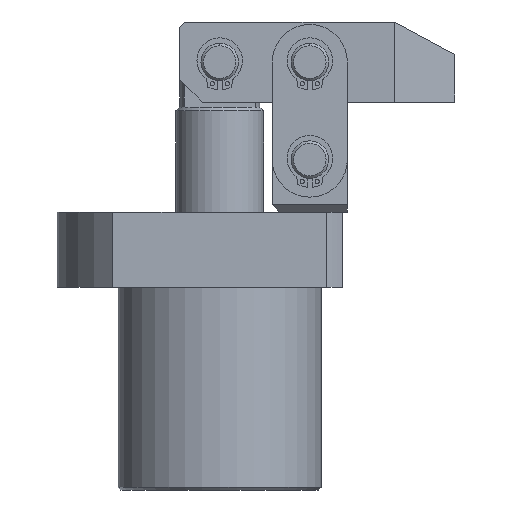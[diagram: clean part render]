
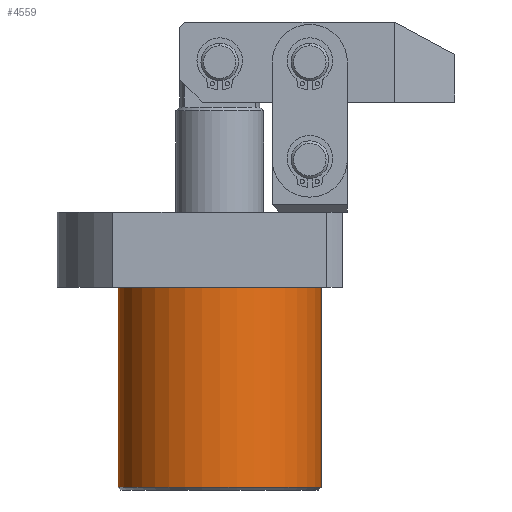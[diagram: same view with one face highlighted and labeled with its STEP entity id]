
A CAD part, front view. The second image highlights one B-rep face of the part: STEP entity #4559.
In plain terms, the highlighted cylindrical face has radius 40.5 mm (diameter 81 mm), a partial arc.
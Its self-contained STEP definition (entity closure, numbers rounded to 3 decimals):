
#1 = ORIENTED_EDGE ( 'NONE', *, *, #5720, .T. ) ;
#20 = ORIENTED_EDGE ( 'NONE', *, *, #5682, .T. ) ;
#38 = ORIENTED_EDGE ( 'NONE', *, *, #5704, .T. ) ;
#231 = ORIENTED_EDGE ( 'NONE', *, *, #5680, .F. ) ;
#359 = VERTEX_POINT ( 'NONE', #5233 ) ;
#363 = VERTEX_POINT ( 'NONE', #5213 ) ;
#767 = VERTEX_POINT ( 'NONE', #5041 ) ;
#771 = VERTEX_POINT ( 'NONE', #5059 ) ;
#863 = EDGE_LOOP ( 'NONE', ( #231, #1, #20, #38 ) ) ;
#1672 = CARTESIAN_POINT ( 'NONE',  ( 0., 0., 0. ) ) ;
#1680 = DIRECTION ( 'NONE',  ( -1., 0., 0. ) ) ;
#1681 = DIRECTION ( 'NONE',  ( 0., 0., 1. ) ) ;
#1683 = CARTESIAN_POINT ( 'NONE',  ( 0., 0., -80. ) ) ;
#1727 = DIRECTION ( 'NONE',  ( 0., 0., -1. ) ) ;
#1729 = DIRECTION ( 'NONE',  ( 1., 0., 0. ) ) ;
#1959 = CARTESIAN_POINT ( 'NONE',  ( -40.5, 0., -81. ) ) ;
#1960 = DIRECTION ( 'NONE',  ( 0., 0., 1. ) ) ;
#1969 = CARTESIAN_POINT ( 'NONE',  ( 40.5, 0., -81. ) ) ;
#1986 = DIRECTION ( 'NONE',  ( 0., 0., 1. ) ) ;
#3134 = FACE_OUTER_BOUND ( 'NONE', #863, .T. ) ;
#3138 = CYLINDRICAL_SURFACE ( 'NONE', #6155, 40.5 ) ;
#3334 = CARTESIAN_POINT ( 'NONE',  ( 0., 0., -81. ) ) ;
#3336 = DIRECTION ( 'NONE',  ( 0., 0., 1. ) ) ;
#3341 = DIRECTION ( 'NONE',  ( 1., 0., 0. ) ) ;
#3954 = CIRCLE ( 'NONE', #6238, 40.5 ) ;
#3987 = LINE ( 'NONE', #1959, #4003 ) ;
#4000 = VECTOR ( 'NONE', #1960, 1000. ) ;
#4003 = VECTOR ( 'NONE', #1986, 1000. ) ;
#4143 = CIRCLE ( 'NONE', #6246, 40.5 ) ;
#4294 = LINE ( 'NONE', #1969, #4000 ) ;
#4559 = ADVANCED_FACE ( 'NONE', ( #3134 ), #3138, .T. ) ;
#5041 = CARTESIAN_POINT ( 'NONE',  ( -40.5, 0., -80. ) ) ;
#5059 = CARTESIAN_POINT ( 'NONE',  ( 40.5, 0., -80. ) ) ;
#5213 = CARTESIAN_POINT ( 'NONE',  ( -40.5, 0., 0. ) ) ;
#5233 = CARTESIAN_POINT ( 'NONE',  ( 40.5, 0., 0. ) ) ;
#5680 = EDGE_CURVE ( 'NONE', #767, #363, #3987, .T. ) ;
#5682 = EDGE_CURVE ( 'NONE', #771, #359, #4294, .T. ) ;
#5704 = EDGE_CURVE ( 'NONE', #359, #363, #3954, .T. ) ;
#5720 = EDGE_CURVE ( 'NONE', #767, #771, #4143, .T. ) ;
#6155 = AXIS2_PLACEMENT_3D ( 'NONE', #3334, #3336, #3341 ) ;
#6238 = AXIS2_PLACEMENT_3D ( 'NONE', #1672, #1727, #1729 ) ;
#6246 = AXIS2_PLACEMENT_3D ( 'NONE', #1683, #1681, #1680 ) ;
